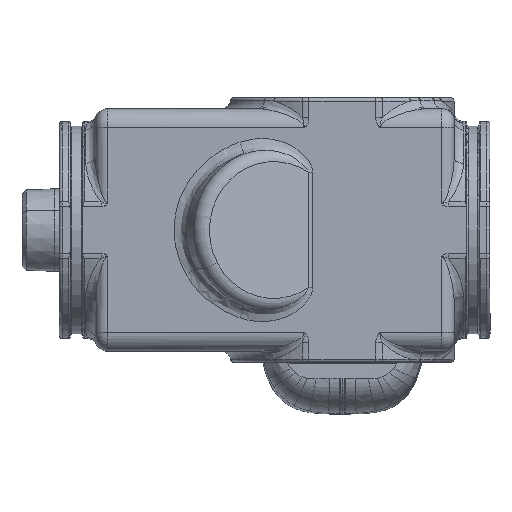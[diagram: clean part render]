
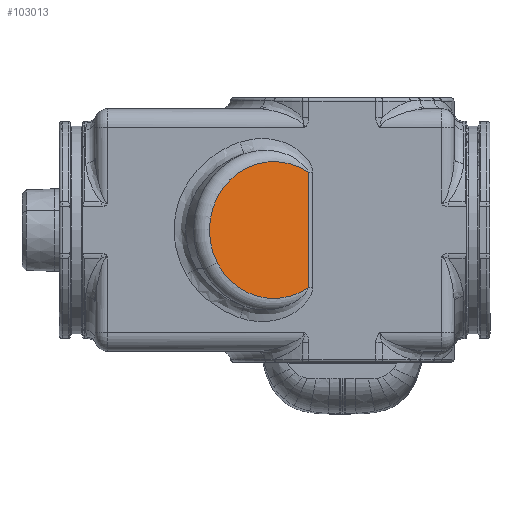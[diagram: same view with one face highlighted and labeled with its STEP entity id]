
A CAD part, front view. The second image highlights one B-rep face of the part: STEP entity #103013.
In plain terms, the highlighted planar face has unit normal (0.342, -0.94, 0).
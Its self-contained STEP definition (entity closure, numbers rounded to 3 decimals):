
#102069=CARTESIAN_POINT('Vertex',(-10.866,-34.241,18.502)) ;
#102598=CARTESIAN_POINT('Vertex',(-10.866,-34.241,-18.497)) ;
#102648=CARTESIAN_POINT('Line Origine',(-10.866,-34.241,0.002)) ;
#102940=CARTESIAN_POINT('Vertex',(-40.197,-44.917,-10.545)) ;
#102943=CARTESIAN_POINT('Axis2P3D Location',(-22.055,-38.314,0.002)) ;
#102990=CARTESIAN_POINT('Axis2P3D Location',(-22.055,-38.314,0.002)) ;
#103003=CARTESIAN_POINT('Axis2P3D Location',(-46.487,-47.206,0.002)) ;
#102650=VECTOR('Line Direction',#102649,1.) ;
#102649=DIRECTION('Vector Direction',(0.,0.,1.)) ;
#102944=DIRECTION('Axis2P3D Direction',(0.342,-0.94,0.)) ;
#102991=DIRECTION('Axis2P3D Direction',(0.342,-0.94,0.)) ;
#103004=DIRECTION('Axis2P3D Direction',(0.342,-0.94,0.)) ;
#103005=DIRECTION('Axis2P3D XDirection',(-0.94,-0.342,0.)) ;
#102945=AXIS2_PLACEMENT_3D('Circle Axis2P3D',#102943,#102944,$) ;
#102992=AXIS2_PLACEMENT_3D('Circle Axis2P3D',#102990,#102991,$) ;
#103006=AXIS2_PLACEMENT_3D('Plane Axis2P3D',#103003,#103004,#103005) ;
#102651=LINE('Line',#102648,#102650) ;
#102946=CIRCLE('generated circle',#102945,22.) ;
#102993=CIRCLE('generated circle',#102992,22.) ;
#103007=PLANE('',#103006) ;
#102652=EDGE_CURVE('',#102070,#102599,#102651,.F.) ;
#102947=EDGE_CURVE('',#102070,#102941,#102946,.T.) ;
#102994=EDGE_CURVE('',#102941,#102599,#102993,.T.) ;
#103009=ORIENTED_EDGE('',*,*,#102947,.T.) ;
#103010=ORIENTED_EDGE('',*,*,#102994,.T.) ;
#103011=ORIENTED_EDGE('',*,*,#102652,.F.) ;
#103008=EDGE_LOOP('',(#103009,#103010,#103011)) ;
#102070=VERTEX_POINT('',#102069) ;
#102599=VERTEX_POINT('',#102598) ;
#102941=VERTEX_POINT('',#102940) ;
#103013=ADVANCED_FACE('PartBody',(#103012),#103007,.T.) ;
#103012=FACE_OUTER_BOUND('',#103008,.T.) ;
